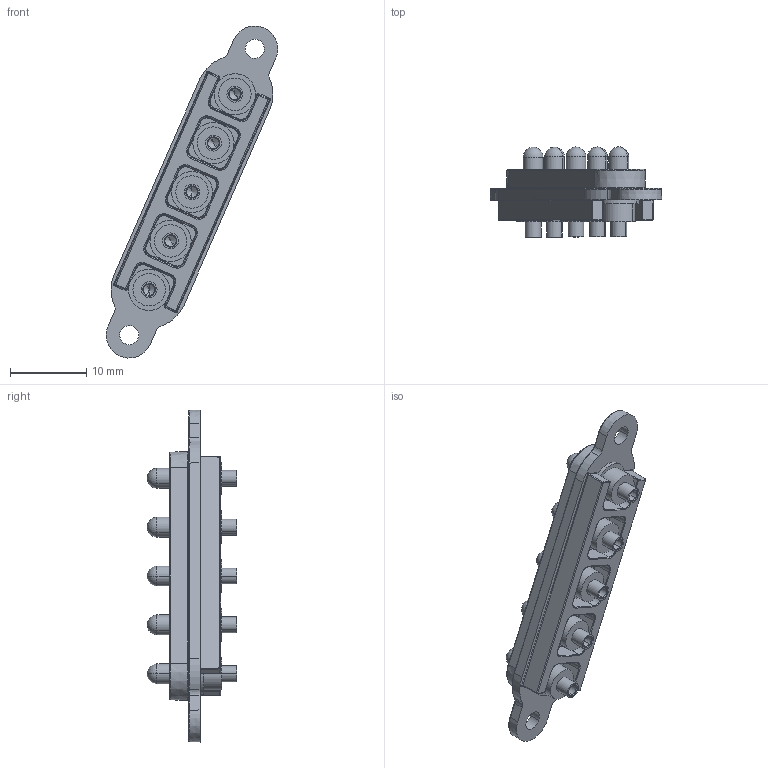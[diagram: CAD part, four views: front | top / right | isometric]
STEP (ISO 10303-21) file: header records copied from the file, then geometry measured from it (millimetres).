
FILE_DESCRIPTION (( 'STEP AP214' ), '1' );
FILE_NAME ('UEBK-30256_2018_02_14.STEP', '2018-02-14T14:42:05', ( '' ), ( '' ), 'SwSTEP 2.0', 'SolidWorks 2017', '' );
FILE_SCHEMA (( 'AUTOMOTIVE_DESIGN' ));
Length unit declared in the file: millimetre
Products named in the file (3): UEBK-30256_2018_02_14; UEBK-30256-Gehäuse; UEBK-30287_2017_09_11
Assembly tree (6 placements, depth 2):
  UEBK-30256_2018_02_14
    UEBK-30287_2017_09_11  x5
    UEBK-30256-Gehäuse
Bounding box: 22.46 x 11.8 x 43.53 mm (x, y, z)
Volume: 1810.4 mm3; surface area: 2508.2 mm2
Topology: 6 solids, 6 shells, 404 faces, 888 edges, 506 vertices
Faces by surface type: cylinder 176, cone 82, plane 64, bspline 62, sphere 10, torus 10
Entity records: 11107 total; most frequent: CARTESIAN_POINT 2903, ORIENTED_EDGE 1172, DIRECTION 1156, EDGE_CURVE 586, AXIS2_PLACEMENT_3D 453, VERTEX_POINT 336, EDGE_LOOP 288, ADVANCED_FACE 264
